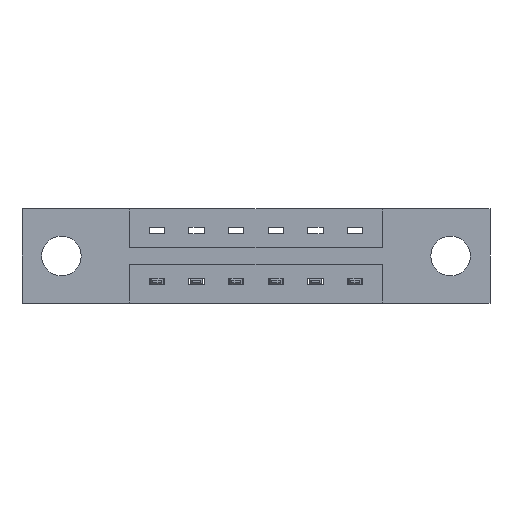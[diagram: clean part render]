
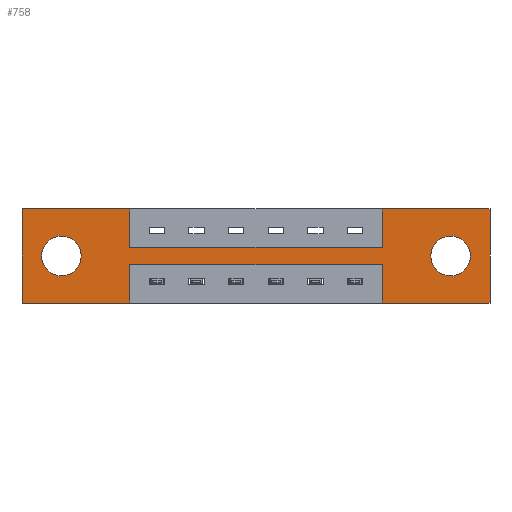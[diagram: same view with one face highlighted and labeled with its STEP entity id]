
A CAD part, front view. The second image highlights one B-rep face of the part: STEP entity #758.
In plain terms, the highlighted planar face has unit normal (0, -1, 0).
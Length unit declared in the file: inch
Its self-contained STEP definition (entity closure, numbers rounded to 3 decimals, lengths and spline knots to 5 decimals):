
#8 = VERTEX_POINT ( 'NONE', #3564 ) ;
#99 = CARTESIAN_POINT ( 'NONE',  ( 0.155, 0., -0.185 ) ) ;
#104 = LINE ( 'NONE', #3526, #2147 ) ;
#175 = VERTEX_POINT ( 'NONE', #1189 ) ;
#206 = EDGE_CURVE ( 'NONE', #8, #5250, #4864, .T. ) ;
#290 = VERTEX_POINT ( 'NONE', #3122 ) ;
#397 = CARTESIAN_POINT ( 'NONE',  ( 1.687, 0., -0.263 ) ) ;
#428 = VERTEX_POINT ( 'NONE', #6994 ) ;
#513 = DIRECTION ( 'NONE',  ( 0., 0., 1. ) ) ;
#616 = CARTESIAN_POINT ( 'NONE',  ( 0., 0., 0. ) ) ;
#661 = VERTEX_POINT ( 'NONE', #397 ) ;
#688 = CARTESIAN_POINT ( 'NONE',  ( 1.842, 0., 0. ) ) ;
#726 = CARTESIAN_POINT ( 'NONE',  ( 0., 0., -0.37 ) ) ;
#740 = VERTEX_POINT ( 'NONE', #4175 ) ;
#758 = ADVANCED_FACE ( 'NONE', ( #7182, #3887, #1976 ), #6365, .T. ) ;
#765 = EDGE_CURVE ( 'NONE', #5250, #2437, #1734, .T. ) ;
#782 = DIRECTION ( 'NONE',  ( -1., 0., 0. ) ) ;
#884 = CARTESIAN_POINT ( 'NONE',  ( 1.687, 0., -0.185 ) ) ;
#885 = DIRECTION ( 'NONE',  ( 0., 0., 1. ) ) ;
#889 = CARTESIAN_POINT ( 'NONE',  ( 0., 0., -0.37 ) ) ;
#1076 = EDGE_CURVE ( 'NONE', #5544, #428, #7373, .T. ) ;
#1100 = VERTEX_POINT ( 'NONE', #2015 ) ;
#1115 = DIRECTION ( 'NONE',  ( 0., 1., 0. ) ) ;
#1189 = CARTESIAN_POINT ( 'NONE',  ( 1.842, 0., -0.37 ) ) ;
#1194 = CARTESIAN_POINT ( 'NONE',  ( 1.842, 0., 0. ) ) ;
#1268 = CARTESIAN_POINT ( 'NONE',  ( 0., 0., 0. ) ) ;
#1369 = ORIENTED_EDGE ( 'NONE', *, *, #6977, .F. ) ;
#1402 = DIRECTION ( 'NONE',  ( 0., 0., -1. ) ) ;
#1418 = EDGE_CURVE ( 'NONE', #175, #740, #3211, .T. ) ;
#1448 = EDGE_CURVE ( 'NONE', #428, #5544, #3532, .T. ) ;
#1479 = DIRECTION ( 'NONE',  ( 1., 0., 0. ) ) ;
#1515 = CARTESIAN_POINT ( 'NONE',  ( 0.155, 0., -0.185 ) ) ;
#1718 = ORIENTED_EDGE ( 'NONE', *, *, #1448, .T. ) ;
#1734 = LINE ( 'NONE', #616, #5290 ) ;
#1921 = ORIENTED_EDGE ( 'NONE', *, *, #2048, .T. ) ;
#1976 = FACE_OUTER_BOUND ( 'NONE', #8388, .T. ) ;
#2015 = CARTESIAN_POINT ( 'NONE',  ( 0.425, 0., 0. ) ) ;
#2048 = EDGE_CURVE ( 'NONE', #661, #3956, #7758, .T. ) ;
#2049 = ORIENTED_EDGE ( 'NONE', *, *, #4617, .F. ) ;
#2147 = VECTOR ( 'NONE', #6018, 39.37008 ) ;
#2437 = VERTEX_POINT ( 'NONE', #1194 ) ;
#2461 = CARTESIAN_POINT ( 'NONE',  ( 0.425, 0., -0.37 ) ) ;
#2596 = CARTESIAN_POINT ( 'NONE',  ( 0.425, 0., 0. ) ) ;
#2605 = EDGE_CURVE ( 'NONE', #7258, #4954, #104, .T. ) ;
#2792 = VECTOR ( 'NONE', #7694, 39.37008 ) ;
#2841 = DIRECTION ( 'NONE',  ( 0., 1., 0. ) ) ;
#2853 = CARTESIAN_POINT ( 'NONE',  ( 1.417, 0., -0.22 ) ) ;
#2875 = DIRECTION ( 'NONE',  ( 0., 0., -1. ) ) ;
#2882 = DIRECTION ( 'NONE',  ( 0., 1., 0. ) ) ;
#2892 = CARTESIAN_POINT ( 'NONE',  ( 1.687, 0., -0.185 ) ) ;
#2963 = AXIS2_PLACEMENT_3D ( 'NONE', #1515, #1115, #513 ) ;
#2976 = VECTOR ( 'NONE', #782, 39.37008 ) ;
#2978 = AXIS2_PLACEMENT_3D ( 'NONE', #2892, #2882, #2875 ) ;
#3014 = ORIENTED_EDGE ( 'NONE', *, *, #2605, .F. ) ;
#3122 = CARTESIAN_POINT ( 'NONE',  ( 0.425, 0., -0.15 ) ) ;
#3211 = LINE ( 'NONE', #889, #2976 ) ;
#3242 = EDGE_CURVE ( 'NONE', #740, #7585, #4372, .T. ) ;
#3288 = LINE ( 'NONE', #7487, #8153 ) ;
#3330 = LINE ( 'NONE', #5664, #4937 ) ;
#3461 = VECTOR ( 'NONE', #3678, 39.37008 ) ;
#3526 = CARTESIAN_POINT ( 'NONE',  ( 0., 0., -0.37 ) ) ;
#3532 = CIRCLE ( 'NONE', #4184, 0.078 ) ;
#3536 = EDGE_CURVE ( 'NONE', #3956, #661, #5839, .T. ) ;
#3541 = CARTESIAN_POINT ( 'NONE',  ( 1.417, 0., -0.37 ) ) ;
#3564 = CARTESIAN_POINT ( 'NONE',  ( 1.417, 0., -0.15 ) ) ;
#3633 = DIRECTION ( 'NONE',  ( 0., 0., -1. ) ) ;
#3678 = DIRECTION ( 'NONE',  ( 1., 0., 0. ) ) ;
#3746 = AXIS2_PLACEMENT_3D ( 'NONE', #6694, #6710, #7206 ) ;
#3820 = VECTOR ( 'NONE', #7787, 39.37008 ) ;
#3831 = VECTOR ( 'NONE', #1479, 39.37008 ) ;
#3866 = ORIENTED_EDGE ( 'NONE', *, *, #5271, .F. ) ;
#3874 = AXIS2_PLACEMENT_3D ( 'NONE', #884, #2841, #3633 ) ;
#3887 = FACE_BOUND ( 'NONE', #4340, .T. ) ;
#3897 = LINE ( 'NONE', #6975, #3461 ) ;
#3926 = CARTESIAN_POINT ( 'NONE',  ( 1.417, 0., 0. ) ) ;
#3956 = VERTEX_POINT ( 'NONE', #6969 ) ;
#3985 = EDGE_LOOP ( 'NONE', ( #4571, #1921 ) ) ;
#4036 = LINE ( 'NONE', #2596, #3820 ) ;
#4078 = DIRECTION ( 'NONE',  ( 0., 0., 1. ) ) ;
#4175 = CARTESIAN_POINT ( 'NONE',  ( 1.417, 0., -0.37 ) ) ;
#4184 = AXIS2_PLACEMENT_3D ( 'NONE', #99, #5210, #885 ) ;
#4289 = EDGE_CURVE ( 'NONE', #7495, #1100, #8441, .T. ) ;
#4340 = EDGE_LOOP ( 'NONE', ( #1718, #5069 ) ) ;
#4348 = DIRECTION ( 'NONE',  ( 0., 0., -1. ) ) ;
#4372 = LINE ( 'NONE', #3541, #4577 ) ;
#4571 = ORIENTED_EDGE ( 'NONE', *, *, #3536, .T. ) ;
#4577 = VECTOR ( 'NONE', #4078, 39.37008 ) ;
#4617 = EDGE_CURVE ( 'NONE', #4954, #7495, #3288, .T. ) ;
#4864 = LINE ( 'NONE', #3926, #2792 ) ;
#4880 = ORIENTED_EDGE ( 'NONE', *, *, #765, .F. ) ;
#4937 = VECTOR ( 'NONE', #1402, 39.37008 ) ;
#4954 = VERTEX_POINT ( 'NONE', #726 ) ;
#5055 = ORIENTED_EDGE ( 'NONE', *, *, #1418, .F. ) ;
#5069 = ORIENTED_EDGE ( 'NONE', *, *, #1076, .T. ) ;
#5078 = EDGE_CURVE ( 'NONE', #7585, #8244, #6831, .T. ) ;
#5103 = VECTOR ( 'NONE', #6862, 39.37008 ) ;
#5199 = ORIENTED_EDGE ( 'NONE', *, *, #4289, .F. ) ;
#5210 = DIRECTION ( 'NONE',  ( 0., 1., 0. ) ) ;
#5250 = VERTEX_POINT ( 'NONE', #8347 ) ;
#5271 = EDGE_CURVE ( 'NONE', #1100, #290, #4036, .T. ) ;
#5290 = VECTOR ( 'NONE', #8035, 39.37008 ) ;
#5527 = ORIENTED_EDGE ( 'NONE', *, *, #6968, .F. ) ;
#5544 = VERTEX_POINT ( 'NONE', #6450 ) ;
#5664 = CARTESIAN_POINT ( 'NONE',  ( 0.425, 0., -0.37 ) ) ;
#5839 = CIRCLE ( 'NONE', #3874, 0.078 ) ;
#6003 = ORIENTED_EDGE ( 'NONE', *, *, #5078, .F. ) ;
#6018 = DIRECTION ( 'NONE',  ( -1., 0., 0. ) ) ;
#6179 = ORIENTED_EDGE ( 'NONE', *, *, #8129, .F. ) ;
#6273 = DIRECTION ( 'NONE',  ( 0., 0., 1. ) ) ;
#6365 = PLANE ( 'NONE',  #3746 ) ;
#6450 = CARTESIAN_POINT ( 'NONE',  ( 0.155, 0., -0.263 ) ) ;
#6694 = CARTESIAN_POINT ( 'NONE',  ( 0., 0., -0.37 ) ) ;
#6710 = DIRECTION ( 'NONE',  ( 0., -1., 0. ) ) ;
#6831 = LINE ( 'NONE', #8379, #5103 ) ;
#6862 = DIRECTION ( 'NONE',  ( -1., 0., 0. ) ) ;
#6968 = EDGE_CURVE ( 'NONE', #2437, #175, #7189, .T. ) ;
#6969 = CARTESIAN_POINT ( 'NONE',  ( 1.687, 0., -0.107 ) ) ;
#6975 = CARTESIAN_POINT ( 'NONE',  ( 0.425, 0., -0.15 ) ) ;
#6977 = EDGE_CURVE ( 'NONE', #290, #8, #3897, .T. ) ;
#6994 = CARTESIAN_POINT ( 'NONE',  ( 0.155, 0., -0.107 ) ) ;
#7182 = FACE_BOUND ( 'NONE', #3985, .T. ) ;
#7189 = LINE ( 'NONE', #688, #8704 ) ;
#7206 = DIRECTION ( 'NONE',  ( 0., 0., -1. ) ) ;
#7258 = VERTEX_POINT ( 'NONE', #2461 ) ;
#7373 = CIRCLE ( 'NONE', #2963, 0.078 ) ;
#7487 = CARTESIAN_POINT ( 'NONE',  ( 0., 0., 0. ) ) ;
#7495 = VERTEX_POINT ( 'NONE', #8077 ) ;
#7522 = ORIENTED_EDGE ( 'NONE', *, *, #206, .F. ) ;
#7585 = VERTEX_POINT ( 'NONE', #2853 ) ;
#7694 = DIRECTION ( 'NONE',  ( 0., 0., 1. ) ) ;
#7758 = CIRCLE ( 'NONE', #2978, 0.078 ) ;
#7787 = DIRECTION ( 'NONE',  ( 0., 0., -1. ) ) ;
#8035 = DIRECTION ( 'NONE',  ( 1., 0., 0. ) ) ;
#8077 = CARTESIAN_POINT ( 'NONE',  ( 0., 0., 0. ) ) ;
#8129 = EDGE_CURVE ( 'NONE', #8244, #7258, #3330, .T. ) ;
#8153 = VECTOR ( 'NONE', #6273, 39.37008 ) ;
#8244 = VERTEX_POINT ( 'NONE', #8313 ) ;
#8313 = CARTESIAN_POINT ( 'NONE',  ( 0.425, 0., -0.22 ) ) ;
#8347 = CARTESIAN_POINT ( 'NONE',  ( 1.417, 0., 0. ) ) ;
#8379 = CARTESIAN_POINT ( 'NONE',  ( 0.425, 0., -0.22 ) ) ;
#8388 = EDGE_LOOP ( 'NONE', ( #6179, #6003, #8873, #5055, #5527, #4880, #7522, #1369, #3866, #5199, #2049, #3014 ) ) ;
#8441 = LINE ( 'NONE', #1268, #3831 ) ;
#8704 = VECTOR ( 'NONE', #4348, 39.37008 ) ;
#8873 = ORIENTED_EDGE ( 'NONE', *, *, #3242, .F. ) ;
